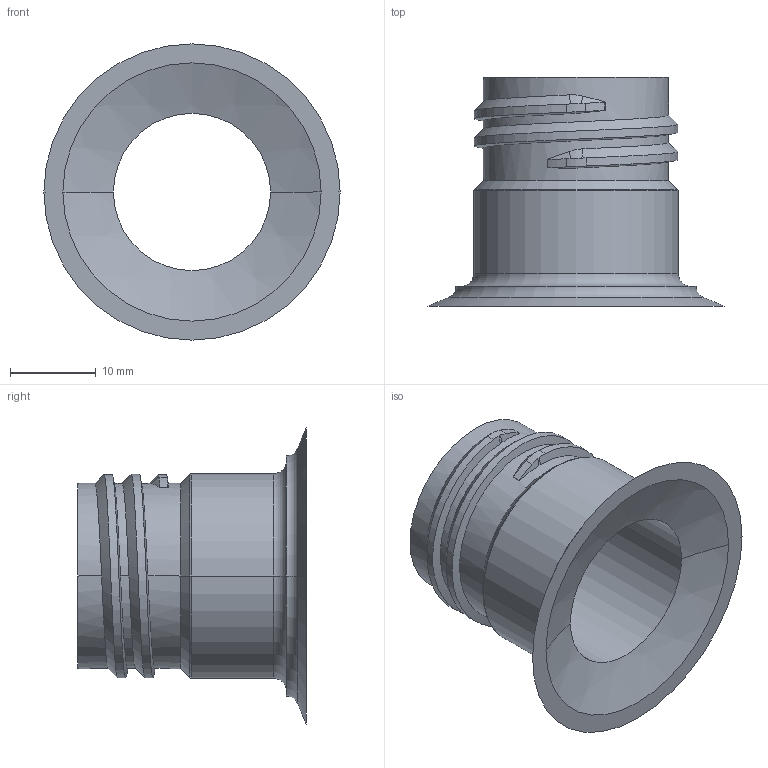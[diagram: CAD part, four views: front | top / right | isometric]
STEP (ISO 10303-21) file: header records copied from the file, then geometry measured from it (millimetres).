
FILE_DESCRIPTION (( 'STEP AP214' ), '1' );
FILE_NAME ('M24SP415.STEP', '2024-11-14T06:44:09', ( '' ), ( '' ), 'SwSTEP 2.0', 'SolidWorks 2019', '' );
FILE_SCHEMA (( 'AUTOMOTIVE_DESIGN' ));
Length unit declared in the file: millimetre
Products named in the file (1): M24SP415
Bounding box: 34.48 x 26.64 x 34.48 mm (x, y, z)
Volume: 4324.5 mm3; surface area: 4732.5 mm2
Topology: 1 solids, 1 shells, 43 faces, 106 edges, 66 vertices
Faces by surface type: bspline 15, cylinder 11, torus 6, plane 5, sphere 4, cone 2
Entity records: 2037 total; most frequent: CARTESIAN_POINT 1111, ORIENTED_EDGE 212, DIRECTION 151, EDGE_CURVE 106, VERTEX_POINT 66, AXIS2_PLACEMENT_3D 65, EDGE_LOOP 46, ADVANCED_FACE 43
